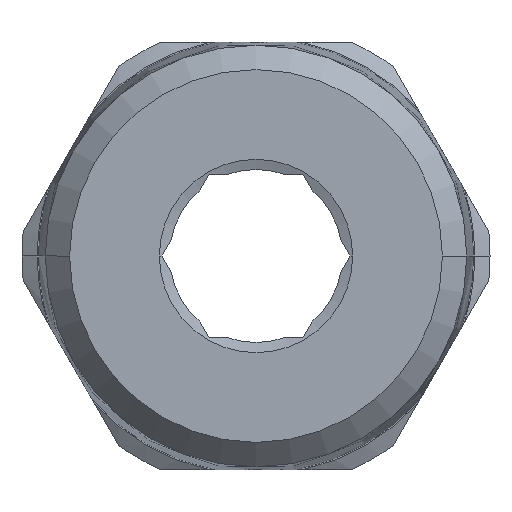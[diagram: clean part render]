
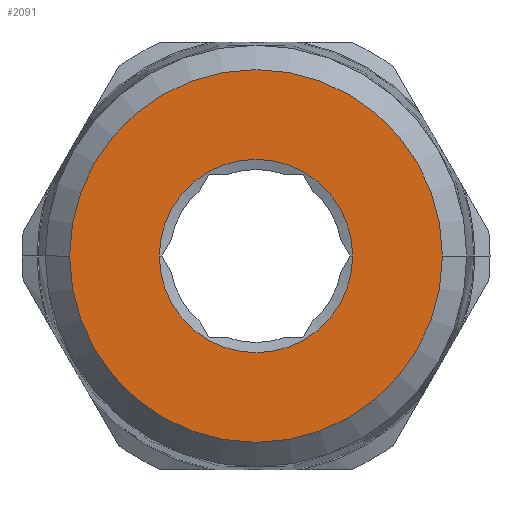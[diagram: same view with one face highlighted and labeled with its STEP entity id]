
A CAD part, front view. The second image highlights one B-rep face of the part: STEP entity #2091.
In plain terms, the highlighted planar face has unit normal (0, -1, 0).
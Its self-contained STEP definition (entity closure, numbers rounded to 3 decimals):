
#2091=ADVANCED_FACE('',(#4252,#4253),#4254,.T.);
#4252=FACE_OUTER_BOUND('',#8724,.T.);
#4253=FACE_BOUND('',#8725,.T.);
#4254=PLANE('',#8726);
#8724=EDGE_LOOP('',(#14891,#14892));
#8725=EDGE_LOOP('',(#14893,#14894));
#8726=AXIS2_PLACEMENT_3D('',#14895,#14896,#14897);
#14891=ORIENTED_EDGE('',*,*,#16083,.F.);
#14892=ORIENTED_EDGE('',*,*,#17982,.F.);
#14893=ORIENTED_EDGE('',*,*,#17875,.F.);
#14894=ORIENTED_EDGE('',*,*,#15979,.F.);
#14895=CARTESIAN_POINT('',(0.0,-17.05,0.0));
#14896=DIRECTION('',(0.0,-1.0,0.0));
#14897=DIRECTION('',(0.0,0.0,-1.0));
#15979=EDGE_CURVE('',#18888,#18873,#18890,.T.);
#16083=EDGE_CURVE('',#19064,#19059,#19066,.T.);
#17875=EDGE_CURVE('',#18873,#18888,#21631,.T.);
#17982=EDGE_CURVE('',#19059,#19064,#21745,.T.);
#18873=VERTEX_POINT('',#23271);
#18888=VERTEX_POINT('',#23303);
#18890=CIRCLE('',#23306,4.75);
#19059=VERTEX_POINT('',#23613);
#19064=VERTEX_POINT('',#23619);
#19066=CIRCLE('',#23622,9.16);
#21631=CIRCLE('',#28582,4.75);
#21745=CIRCLE('',#28734,9.16);
#23271=CARTESIAN_POINT('',(-4.75,-17.05,0.0));
#23303=CARTESIAN_POINT('',(4.75,-17.05,0.));
#23306=AXIS2_PLACEMENT_3D('',#29477,#29478,#29479);
#23613=CARTESIAN_POINT('',(9.16,-17.05,0.));
#23619=CARTESIAN_POINT('',(-9.16,-17.05,0.0));
#23622=AXIS2_PLACEMENT_3D('',#29609,#29610,#29611);
#28582=AXIS2_PLACEMENT_3D('',#31522,#31523,#31524);
#28734=AXIS2_PLACEMENT_3D('',#31632,#31633,#31634);
#29477=CARTESIAN_POINT('',(0.0,-17.05,0.0));
#29478=DIRECTION('',(0.0,-1.0,0.0));
#29479=DIRECTION('',(1.0,0.0,0.0));
#29609=CARTESIAN_POINT('',(0.0,-17.05,0.0));
#29610=DIRECTION('',(-0.0,1.0,0.0));
#29611=DIRECTION('',(1.0,0.0,0.0));
#31522=CARTESIAN_POINT('',(0.0,-17.05,0.0));
#31523=DIRECTION('',(0.0,-1.0,0.0));
#31524=DIRECTION('',(1.0,0.0,0.0));
#31632=CARTESIAN_POINT('',(0.0,-17.05,0.0));
#31633=DIRECTION('',(-0.0,1.0,0.0));
#31634=DIRECTION('',(1.0,0.0,0.0));
